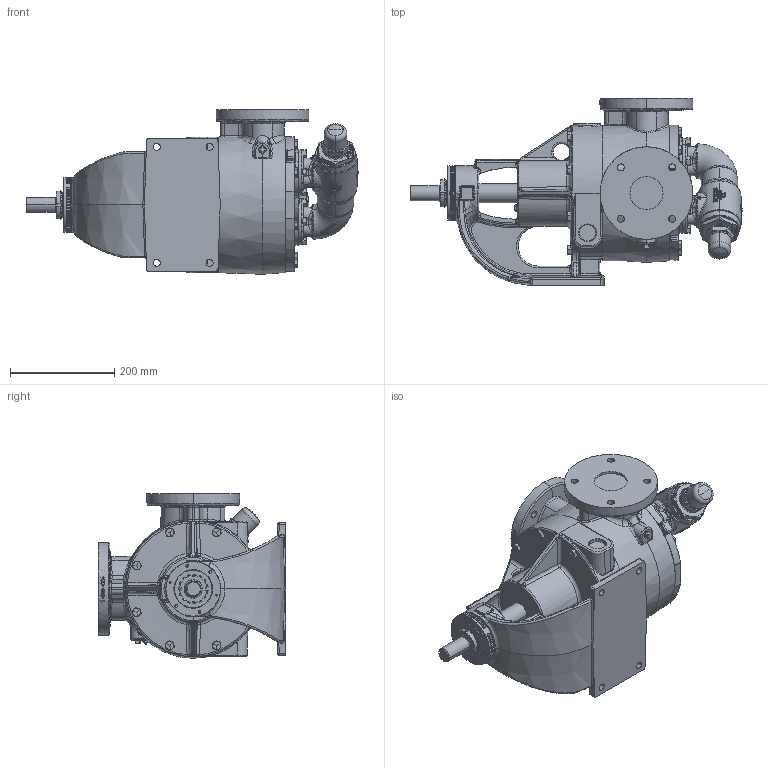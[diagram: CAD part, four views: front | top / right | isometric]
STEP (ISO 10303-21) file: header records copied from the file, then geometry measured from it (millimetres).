
FILE_DESCRIPTION (( 'STEP AP214' ), '1' );
FILE_NAME ('LQ724.STEP', '2016-09-09T13:43:47', ( '' ), ( '' ), 'SwSTEP 2.0', 'SolidWorks 2015', '' );
FILE_SCHEMA (( 'AUTOMOTIVE_DESIGN' ));
Length unit declared in the file: inch
Products named in the file (2): LQ724
Bounding box: 637.24 x 360.43 x 315.74 mm (x, y, z)
Volume: 17641022.5 mm3; surface area: 820891.1 mm2
Topology: 1 solids, 1 shells, 3544 faces, 9029 edges, 5509 vertices
Faces by surface type: plane 1283, bspline 993, cylinder 649, cone 388, torus 165, sphere 66
Entity records: 244946 total; most frequent: CARTESIAN_POINT 140890, ORIENTED_EDGE 17838, DIRECTION 13176, EDGE_CURVE 8919, VERTEX_POINT 5505, AXIS2_PLACEMENT_3D 5089, EDGE_LOOP 3734, FACE_OUTER_BOUND 3544
